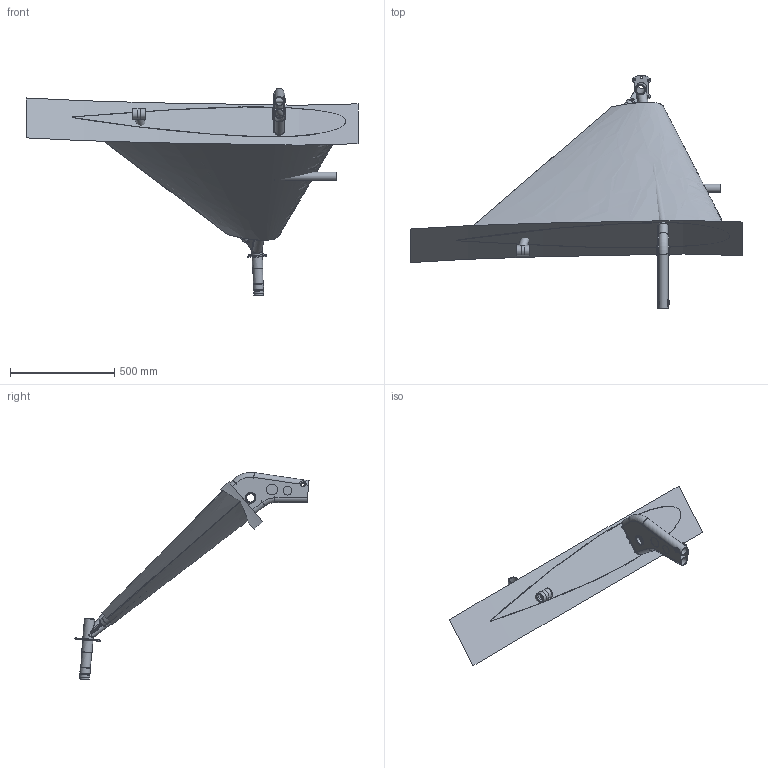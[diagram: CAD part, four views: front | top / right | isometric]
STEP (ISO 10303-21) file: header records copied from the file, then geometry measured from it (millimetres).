
FILE_DESCRIPTION(('FreeCAD Model'),'2;1');
FILE_NAME('Open CASCADE Shape Model','2025-05-07T16:14:12',('FreeCAD'),( 'FreeCAD'),'Open CASCADE STEP processor 7.6','FreeCAD','Unknown');
FILE_SCHEMA(('AUTOMOTIVE_DESIGN { 1 0 10303 214 1 1 1 1 }'));
Length unit declared in the file: millimetre
Products named in the file (1): Open CASCADE STEP translator 7.6 1
Bounding box: 1592.93 x 1122.85 x 994.59 mm (x, y, z)
Volume: 15847175.7 mm3; surface area: 6203256 mm2
Topology: 24 solids, 26 shells, 290 faces, 651 edges, 422 vertices
Faces by surface type: plane 141, cylinder 125, torus 8, bspline 8, cone 6, sphere 1, extrusion 1
Full cylindrical faces by diameter (mm): 10 x15, 16 x1, 22 x7, 33 x1, 36 x3, 40 x14, 42 x2, 44 x6, 45 x8, 47 x1, 48 x1, 50 x13, 52 x2
Entity records: 16861 total; most frequent: CARTESIAN_POINT 10390, DIRECTION 1294, ORIENTED_EDGE 1282, EDGE_CURVE 645, AXIS2_PLACEMENT_3D 506, VERTEX_POINT 412, FACE_BOUND 380, EDGE_LOOP 380
